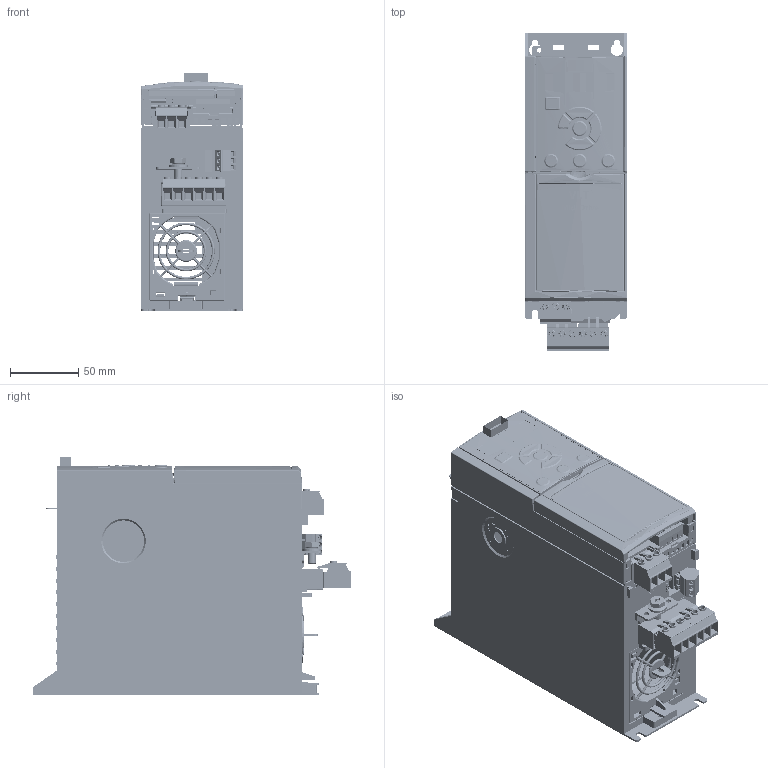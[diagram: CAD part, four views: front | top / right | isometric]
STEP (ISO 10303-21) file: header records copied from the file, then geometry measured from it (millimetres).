
FILE_DESCRIPTION((''),'2;1');
FILE_NAME('FC280-K1-3D_ASM','2016-08-22T',('U242158'),('Danfoss Power Electronics'),'CREO PARAMETRIC BY PTC INC, 2015480','CREO PARAMETRIC BY PTC INC, 2015480','');
FILE_SCHEMA(('CONFIG_CONTROL_DESIGN','GEOMETRIC_VALIDATION_PROPERTIES_MIM'));
Products named in the file (4): K1-PU; FC280-CU; K1-TC; FC280-K1-3D_ASM
Assembly tree (3 placements, depth 2):
  FC280-K1-3D_ASM
    K1-PU
    FC280-CU
    K1-TC
Bounding box: 75.1 x 233.85 x 174.5 mm (x, y, z)
Surface area: 430656.7 mm2 (no closed solid volume)
Topology: 0 solids, 242 shells, 11707 faces, 33273 edges, 22083 vertices
Faces by surface type: plane 7507, cylinder 2121, bspline 982, cone 370, torus 290, extrusion 231, sphere 206
Entity records: 507498 total; most frequent: CARTESIAN_POINT 155532, ORIENTED_EDGE 63776, DIRECTION 51576, EDGE_CURVE 33103, VECTOR 22852, LINE 22621, VERTEX_POINT 22083, AXIS2_PLACEMENT_3D 14362
